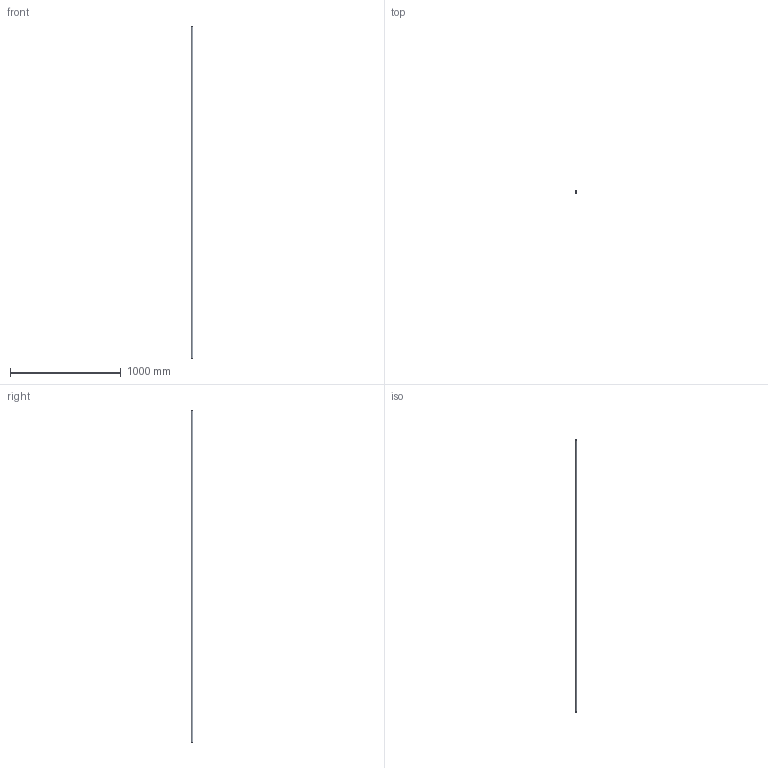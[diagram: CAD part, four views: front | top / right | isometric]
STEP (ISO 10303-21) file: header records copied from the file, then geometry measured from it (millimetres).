
FILE_DESCRIPTION (( 'STEP AP203' ), '1' );
FILE_NAME ('57300-240.step', '2024-04-29T09:32:53', ( '' ), ( '' ), 'SwSTEP 2.0', 'SolidWorks 2018', '' );
FILE_SCHEMA (( 'CONFIG_CONTROL_DESIGN' ));
Length unit declared in the file: millimetre
Products named in the file (1): 57300-240
Bounding box: 16 x 16 x 3000 mm (x, y, z)
Volume: 603185.5 mm3; surface area: 151205.7 mm2
Topology: 1 solids, 1 shells, 273 faces, 740 edges, 486 vertices
Faces by surface type: bspline 133, plane 108, cylinder 32
Full cylindrical faces by diameter (mm): 16 x1
Entity records: 15619 total; most frequent: CARTESIAN_POINT 9965, ORIENTED_EDGE 1438, EDGE_CURVE 719, DIRECTION 669, VERTEX_POINT 480, B_SPLINE_CURVE_WITH_KNOTS 426, EDGE_LOOP 293, FACE_OUTER_BOUND 268
